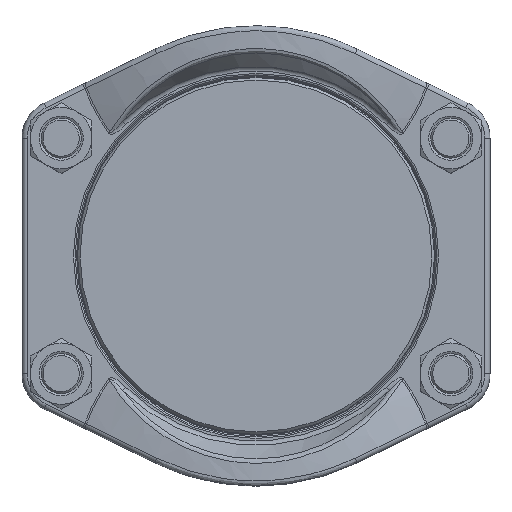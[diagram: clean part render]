
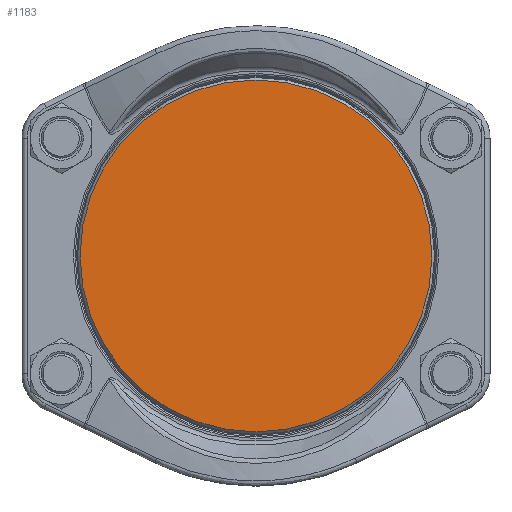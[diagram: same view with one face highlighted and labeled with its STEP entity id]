
A CAD part, top view. The second image highlights one B-rep face of the part: STEP entity #1183.
In plain terms, the highlighted face is planar.
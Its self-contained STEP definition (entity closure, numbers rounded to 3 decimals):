
#801=PLANE('',#2840);
#1009=FACE_OUTER_BOUND('',#1477,.T.);
#1183=ADVANCED_FACE('',(#1009),#801,.F.);
#1477=EDGE_LOOP('',(#1887));
#1887=ORIENTED_EDGE('',*,*,#2417,.T.);
#2189=VERTEX_POINT('',#4598);
#2417=EDGE_CURVE('',#2189,#2189,#2620,.T.);
#2620=CIRCLE('',#2839,68.8);
#2839=AXIS2_PLACEMENT_3D('',#4597,#3339,#3340);
#2840=AXIS2_PLACEMENT_3D('',#4599,#3341,#3342);
#3339=DIRECTION('',(1.,0.,0.));
#3340=DIRECTION('',(0.,0.,1.));
#3341=DIRECTION('',(-1.,0.,0.));
#3342=DIRECTION('',(0.,0.,1.));
#4597=CARTESIAN_POINT('',(29.,0.,0.));
#4598=CARTESIAN_POINT('',(29.,0.,68.8));
#4599=CARTESIAN_POINT('',(29.,0.,0.));
